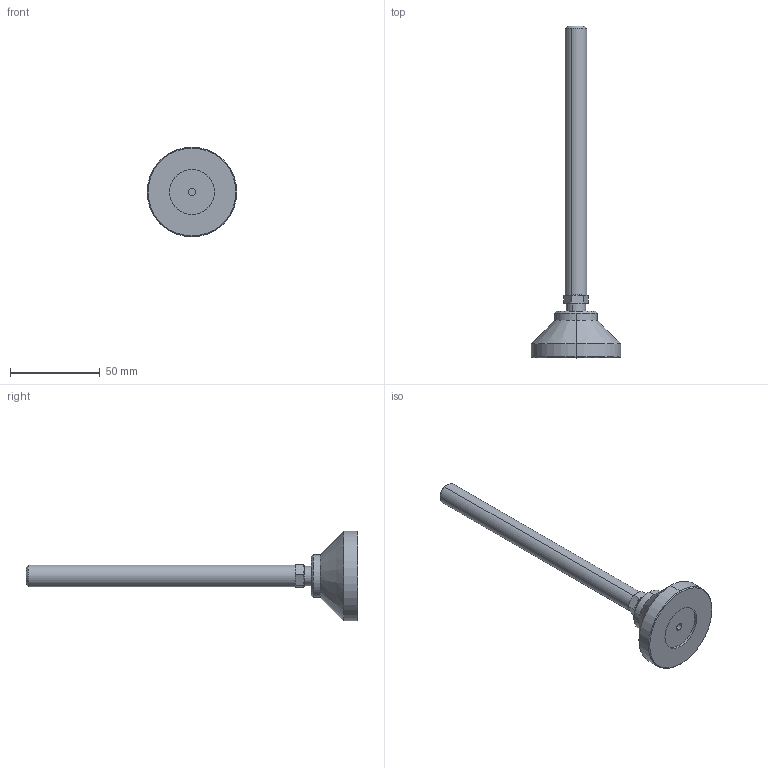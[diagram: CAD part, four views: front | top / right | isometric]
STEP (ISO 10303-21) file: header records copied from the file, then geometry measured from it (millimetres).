
FILE_DESCRIPTION (( 'STEP AP203' ), '1' );
FILE_NAME ('WDS-673-202150.step', '2012-04-05T09:23:44', ( 'SysAdmin' ), ( 'SolidWorks' ), 'SwSTEP 2.0', 'SolidWorks 2012', '' );
FILE_SCHEMA (( 'CONFIG_CONTROL_DESIGN' ));
Length unit declared in the file: millimetre
Products named in the file (3): WDS-673-202150; WDS-673-202150_673-pad-1_673-2022; WDS-673-202150_673-stem-1_673-2021501
Assembly tree (2 placements, depth 2):
  WDS-673-202150
    WDS-673-202150_673-pad-1_673-2022
    WDS-673-202150_673-stem-1_673-2021501
Bounding box: 50 x 185.08 x 50 mm (x, y, z)
Volume: 49316.2 mm3; surface area: 13228.9 mm2
Topology: 2 solids, 2 shells, 58 faces, 124 edges, 73 vertices
Faces by surface type: cone 23, cylinder 18, plane 15, sphere 2
Entity records: 1910 total; most frequent: CARTESIAN_POINT 374, DIRECTION 283, ORIENTED_EDGE 240, AXIS2_PLACEMENT_3D 124, EDGE_CURVE 120, VERTEX_POINT 71, EDGE_LOOP 65, CIRCLE 61
